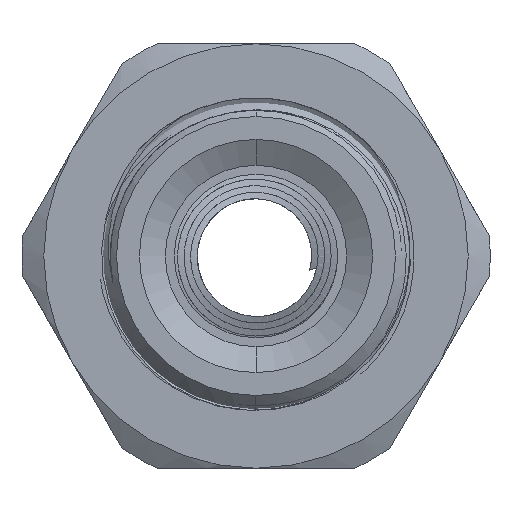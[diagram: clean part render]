
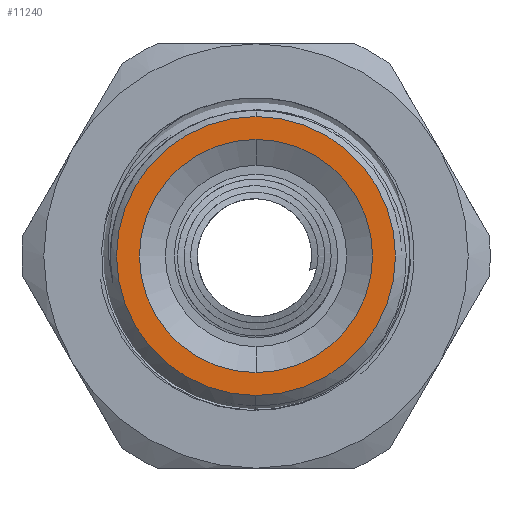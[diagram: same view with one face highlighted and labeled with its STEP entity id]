
A CAD part, front view. The second image highlights one B-rep face of the part: STEP entity #11240.
In plain terms, the highlighted planar face has unit normal (0, -1, 0).
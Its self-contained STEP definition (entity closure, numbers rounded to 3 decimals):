
#278 = CARTESIAN_POINT ( 'NONE',  ( 0., 0., 5.85 ) ) ;
#347 = CARTESIAN_POINT ( 'NONE',  ( 0., 0., 0. ) ) ;
#1299 = CIRCLE ( 'NONE', #19485, 7. ) ;
#3123 = CARTESIAN_POINT ( 'NONE',  ( 0., 0., 0. ) ) ;
#3512 = ORIENTED_EDGE ( 'NONE', *, *, #23976, .F. ) ;
#4404 = VERTEX_POINT ( 'NONE', #30083 ) ;
#5474 = EDGE_CURVE ( 'NONE', #23576, #10274, #24612, .T. ) ;
#5648 = DIRECTION ( 'NONE',  ( 0., 0., -1. ) ) ;
#5783 = DIRECTION ( 'NONE',  ( 0., 0., -1. ) ) ;
#5921 = CARTESIAN_POINT ( 'NONE',  ( 0., 0., 0. ) ) ;
#6973 = CIRCLE ( 'NONE', #9113, 5.85 ) ;
#7381 = PLANE ( 'NONE',  #29461 ) ;
#7895 = DIRECTION ( 'NONE',  ( 0., 0., -1. ) ) ;
#9113 = AXIS2_PLACEMENT_3D ( 'NONE', #16028, #31110, #5783 ) ;
#10274 = VERTEX_POINT ( 'NONE', #24494 ) ;
#11240 = ADVANCED_FACE ( 'NONE', ( #12594, #22487 ), #7381, .T. ) ;
#11608 = DIRECTION ( 'NONE',  ( 0., -1., 0. ) ) ;
#12594 = FACE_BOUND ( 'NONE', #29807, .T. ) ;
#14402 = DIRECTION ( 'NONE',  ( 0., 0., -1. ) ) ;
#14894 = CARTESIAN_POINT ( 'NONE',  ( 0., 0., 7. ) ) ;
#16028 = CARTESIAN_POINT ( 'NONE',  ( 0., 0., 0. ) ) ;
#16146 = DIRECTION ( 'NONE',  ( 0., 0., -1. ) ) ;
#17408 = EDGE_CURVE ( 'NONE', #10274, #23576, #1299, .T. ) ;
#17449 = EDGE_LOOP ( 'NONE', ( #23144, #23989 ) ) ;
#17632 = ORIENTED_EDGE ( 'NONE', *, *, #22330, .F. ) ;
#17792 = CARTESIAN_POINT ( 'NONE',  ( 7., 0., 0. ) ) ;
#19485 = AXIS2_PLACEMENT_3D ( 'NONE', #5921, #11608, #16146 ) ;
#19875 = VERTEX_POINT ( 'NONE', #278 ) ;
#22330 = EDGE_CURVE ( 'NONE', #4404, #19875, #6973, .T. ) ;
#22487 = FACE_OUTER_BOUND ( 'NONE', #17449, .T. ) ;
#23144 = ORIENTED_EDGE ( 'NONE', *, *, #17408, .T. ) ;
#23534 = AXIS2_PLACEMENT_3D ( 'NONE', #3123, #28629, #5648 ) ;
#23576 = VERTEX_POINT ( 'NONE', #14894 ) ;
#23976 = EDGE_CURVE ( 'NONE', #19875, #4404, #32651, .T. ) ;
#23989 = ORIENTED_EDGE ( 'NONE', *, *, #5474, .T. ) ;
#24494 = CARTESIAN_POINT ( 'NONE',  ( 0., 0., -7. ) ) ;
#24612 = CIRCLE ( 'NONE', #23534, 7. ) ;
#27872 = AXIS2_PLACEMENT_3D ( 'NONE', #347, #30998, #7895 ) ;
#28015 = DIRECTION ( 'NONE',  ( 0., -1., 0. ) ) ;
#28629 = DIRECTION ( 'NONE',  ( 0., -1., 0. ) ) ;
#29461 = AXIS2_PLACEMENT_3D ( 'NONE', #17792, #28015, #14402 ) ;
#29807 = EDGE_LOOP ( 'NONE', ( #17632, #3512 ) ) ;
#30083 = CARTESIAN_POINT ( 'NONE',  ( 0., 0., -5.85 ) ) ;
#30998 = DIRECTION ( 'NONE',  ( 0., -1., 0. ) ) ;
#31110 = DIRECTION ( 'NONE',  ( 0., -1., 0. ) ) ;
#32651 = CIRCLE ( 'NONE', #27872, 5.85 ) ;
